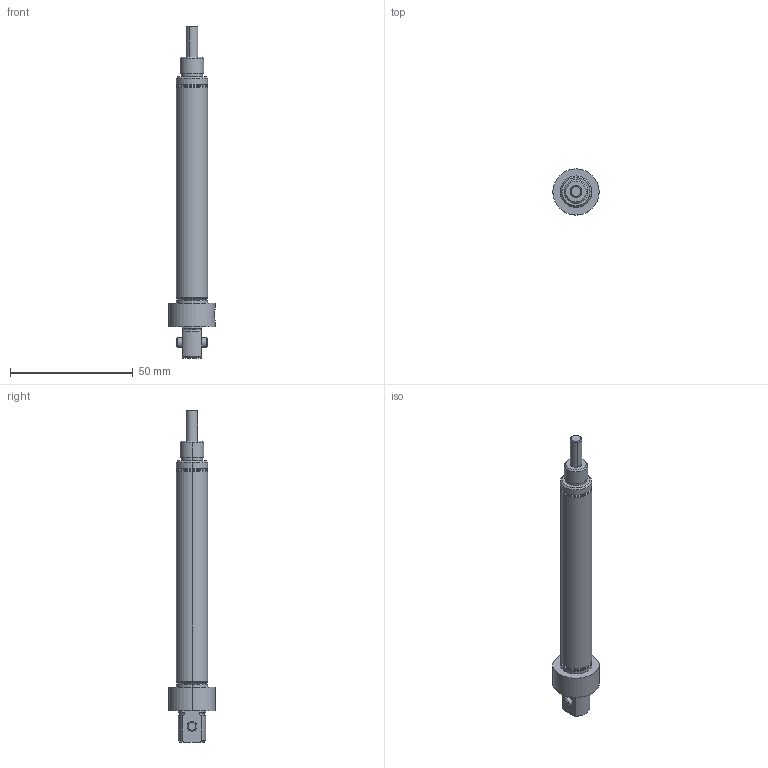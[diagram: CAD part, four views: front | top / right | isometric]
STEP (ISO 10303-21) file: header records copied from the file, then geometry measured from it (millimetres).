
FILE_DESCRIPTION (( 'STEP AP214' ), '1' );
FILE_NAME ('A07015SP.step', '2017-04-04T21:05:54', ( '' ), ( '' ), 'SwSTEP 2.0', 'SolidWorks 2017', '' );
FILE_SCHEMA (( 'AUTOMOTIVE_DESIGN' ));
Length unit declared in the file: inch
Products named in the file (4): A07015SP-Rod; A07015SP-Pin; A07015SP-MainBody; A07015SP
Assembly tree (3 placements, depth 2):
  A07015SP
    A07015SP-MainBody
    A07015SP-Pin
    A07015SP-Rod
Bounding box: 18.8 x 18.8 x 135.13 mm (x, y, z)
Volume: 12903.1 mm3; surface area: 10313.3 mm2
Topology: 3 solids, 3 shells, 82 faces, 173 edges, 107 vertices
Faces by surface type: cylinder 36, cone 22, plane 20, torus 4
Entity records: 2578 total; most frequent: CARTESIAN_POINT 504, DIRECTION 425, ORIENTED_EDGE 342, AXIS2_PLACEMENT_3D 180, EDGE_CURVE 171, VERTEX_POINT 107, EDGE_LOOP 96, CIRCLE 92
